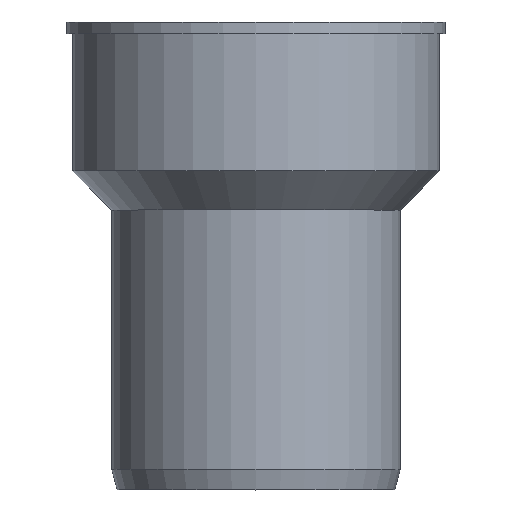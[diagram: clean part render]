
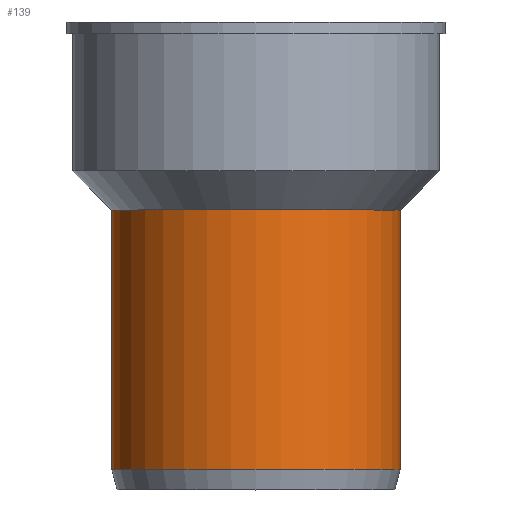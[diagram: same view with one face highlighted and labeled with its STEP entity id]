
A CAD part, top view. The second image highlights one B-rep face of the part: STEP entity #139.
In plain terms, the highlighted cylindrical face has radius 25 mm (diameter 50 mm), a full revolution.
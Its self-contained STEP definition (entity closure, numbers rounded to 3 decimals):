
#26=FACE_BOUND('',#55,.T.);
#38=FACE_OUTER_BOUND('',#54,.T.);
#54=EDGE_LOOP('',(#114));
#55=EDGE_LOOP('',(#115));
#74=CIRCLE('',#157,25.);
#75=CIRCLE('',#159,25.);
#86=VERTEX_POINT('',#236);
#87=VERTEX_POINT('',#239);
#98=EDGE_CURVE('',#86,#86,#74,.T.);
#99=EDGE_CURVE('',#87,#87,#75,.T.);
#114=ORIENTED_EDGE('',*,*,#98,.T.);
#115=ORIENTED_EDGE('',*,*,#99,.F.);
#132=CYLINDRICAL_SURFACE('',#158,25.);
#139=ADVANCED_FACE('',(#38,#26),#132,.T.);
#157=AXIS2_PLACEMENT_3D('',#237,#191,#192);
#158=AXIS2_PLACEMENT_3D('',#238,#193,#194);
#159=AXIS2_PLACEMENT_3D('',#240,#195,#196);
#191=DIRECTION('center_axis',(0.,-1.,0.));
#192=DIRECTION('ref_axis',(1.,0.,0.));
#193=DIRECTION('center_axis',(0.,-1.,0.));
#194=DIRECTION('ref_axis',(1.,0.,0.));
#195=DIRECTION('center_axis',(0.,-1.,0.));
#196=DIRECTION('ref_axis',(1.,0.,0.));
#236=CARTESIAN_POINT('',(25.,48.454,0.));
#237=CARTESIAN_POINT('Origin',(0.,48.454,0.));
#238=CARTESIAN_POINT('Origin',(0.,25.977,0.));
#239=CARTESIAN_POINT('',(25.,3.5,0.));
#240=CARTESIAN_POINT('Origin',(0.,3.5,0.));
